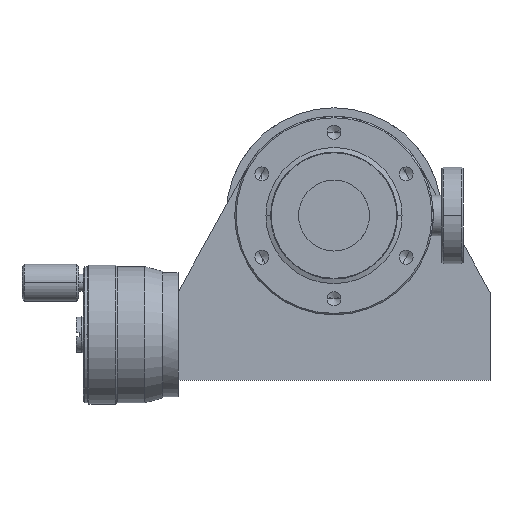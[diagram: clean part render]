
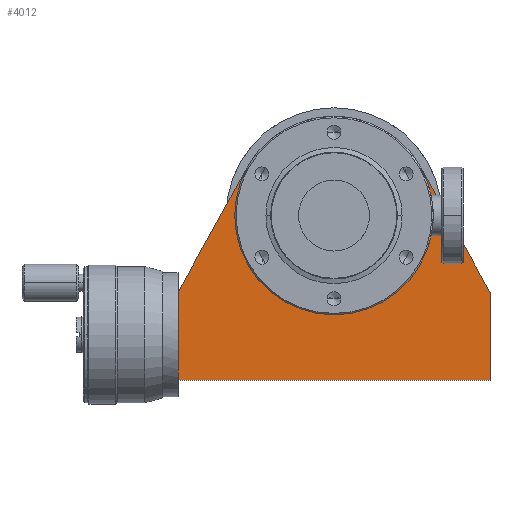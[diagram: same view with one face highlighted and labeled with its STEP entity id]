
A CAD part, front view. The second image highlights one B-rep face of the part: STEP entity #4012.
In plain terms, the highlighted planar face has unit normal (0, -1, 0).
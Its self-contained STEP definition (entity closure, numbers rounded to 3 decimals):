
#534=DIRECTION('',(0.,0.,-1.));
#535=VECTOR('',#534,31.);
#536=CARTESIAN_POINT('',(55.,36.5,-27.));
#537=LINE('',#536,#535);
#538=DIRECTION('',(-1.,0.,0.));
#539=VECTOR('',#538,110.);
#540=CARTESIAN_POINT('',(55.,36.5,-58.));
#541=LINE('',#540,#539);
#542=DIRECTION('',(0.,0.,1.));
#543=VECTOR('',#542,31.);
#544=CARTESIAN_POINT('',(-55.,36.5,-58.));
#545=LINE('',#544,#543);
#546=DIRECTION('',(0.485,0.,0.874));
#547=VECTOR('',#546,50.289);
#548=CARTESIAN_POINT('',(-55.,36.5,-27.));
#549=LINE('',#548,#547);
#550=CARTESIAN_POINT('',(0.,36.5,0.));
#551=DIRECTION('',(0.,1.,0.));
#552=DIRECTION('',(-0.874,0.,0.485));
#553=AXIS2_PLACEMENT_3D('',#550,#551,#552);
#555=DIRECTION('',(0.485,0.,-0.874));
#556=VECTOR('',#555,50.289);
#557=CARTESIAN_POINT('',(30.607,36.5,16.977));
#558=LINE('',#557,#556);
#559=CARTESIAN_POINT('',(0.,36.5,0.));
#560=DIRECTION('',(0.,1.,0.));
#561=DIRECTION('',(-1.,0.,0.));
#562=AXIS2_PLACEMENT_3D('',#559,#560,#561);
#564=CARTESIAN_POINT('',(0.,36.5,0.));
#565=DIRECTION('',(0.,1.,0.));
#566=DIRECTION('',(1.,0.,0.));
#567=AXIS2_PLACEMENT_3D('',#564,#565,#566);
#3032=CARTESIAN_POINT('',(27.,36.5,0.));
#3034=VERTEX_POINT('',#3032);
#3035=CARTESIAN_POINT('',(-27.,36.5,0.));
#3036=VERTEX_POINT('',#3035);
#3325=CARTESIAN_POINT('',(30.607,36.5,16.977));
#3326=CARTESIAN_POINT('',(55.,36.5,-27.));
#3327=VERTEX_POINT('',#3325);
#3328=VERTEX_POINT('',#3326);
#3333=CARTESIAN_POINT('',(55.,36.5,-58.));
#3334=CARTESIAN_POINT('',(-55.,36.5,-58.));
#3335=VERTEX_POINT('',#3333);
#3336=VERTEX_POINT('',#3334);
#3341=CARTESIAN_POINT('',(-55.,36.5,-27.));
#3342=CARTESIAN_POINT('',(-30.607,36.5,16.977));
#3343=VERTEX_POINT('',#3341);
#3344=VERTEX_POINT('',#3342);
#3992=CARTESIAN_POINT('',(0.,36.5,0.));
#3993=DIRECTION('',(0.,1.,0.));
#3994=DIRECTION('',(0.,0.,1.));
#3995=AXIS2_PLACEMENT_3D('',#3992,#3993,#3994);
#3996=PLANE('',#3995);
#3997=ORIENTED_EDGE('',*,*,#3925,.T.);
#3999=ORIENTED_EDGE('',*,*,#3998,.T.);
#4000=ORIENTED_EDGE('',*,*,#3978,.T.);
#4001=ORIENTED_EDGE('',*,*,#3967,.T.);
#4002=ORIENTED_EDGE('',*,*,#3953,.T.);
#4003=ORIENTED_EDGE('',*,*,#3939,.T.);
#4004=EDGE_LOOP('',(#3997,#3999,#4000,#4001,#4002,#4003));
#4005=FACE_OUTER_BOUND('',#4004,.F.);
#4007=ORIENTED_EDGE('',*,*,#4006,.F.);
#4009=ORIENTED_EDGE('',*,*,#4008,.F.);
#4010=EDGE_LOOP('',(#4007,#4009));
#4011=FACE_BOUND('',#4010,.F.);
#4012=ADVANCED_FACE('',(#4005,#4011),#3996,.F.);
#554=CIRCLE('',#553,35.);
#563=CIRCLE('',#562,27.);
#568=CIRCLE('',#567,27.);
#3925=EDGE_CURVE('',#3328,#3335,#537,.T.);
#3939=EDGE_CURVE('',#3327,#3328,#558,.T.);
#3953=EDGE_CURVE('',#3344,#3327,#554,.T.);
#3967=EDGE_CURVE('',#3343,#3344,#549,.T.);
#3978=EDGE_CURVE('',#3336,#3343,#545,.T.);
#3998=EDGE_CURVE('',#3335,#3336,#541,.T.);
#4006=EDGE_CURVE('',#3036,#3034,#563,.T.);
#4008=EDGE_CURVE('',#3034,#3036,#568,.T.);
